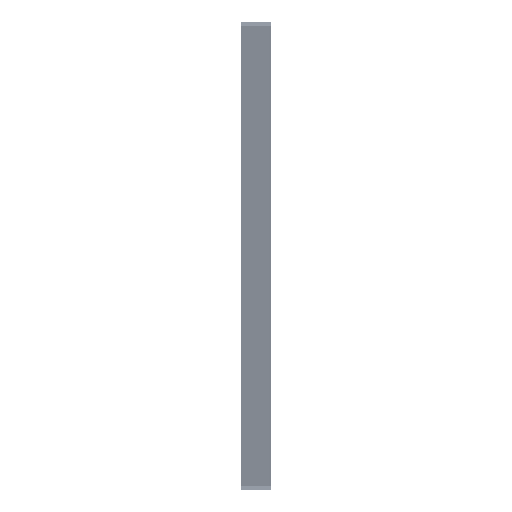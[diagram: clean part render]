
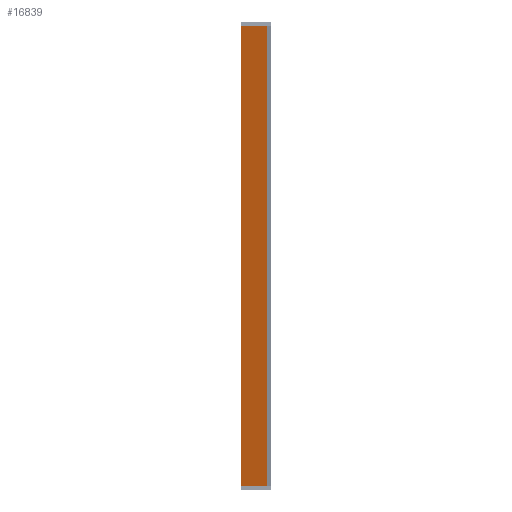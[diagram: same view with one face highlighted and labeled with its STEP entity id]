
A CAD part, left-side view. The second image highlights one B-rep face of the part: STEP entity #16839.
In plain terms, the highlighted planar face has unit normal (-0.94, 0.342, 0).
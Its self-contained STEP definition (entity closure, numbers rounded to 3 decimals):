
#664 = EDGE_CURVE ( 'NONE', #25756, #28388, #12654, .T. ) ;
#911 = AXIS2_PLACEMENT_3D ( 'NONE', #5484, #8133, #26592 ) ;
#1075 = EDGE_CURVE ( 'NONE', #8541, #27162, #20410, .T. ) ;
#1146 = EDGE_CURVE ( 'NONE', #26286, #25756, #24988, .T. ) ;
#4105 = DIRECTION ( 'NONE',  ( 0.342, 0.94, 0. ) ) ;
#4512 = VERTEX_POINT ( 'NONE', #22838 ) ;
#4924 = DIRECTION ( 'NONE',  ( 0., 0., 1. ) ) ;
#4939 = CARTESIAN_POINT ( 'NONE',  ( 5.075, -2.632, 0. ) ) ;
#4956 = ORIENTED_EDGE ( 'NONE', *, *, #20477, .F. ) ;
#5434 = LINE ( 'NONE', #21113, #9984 ) ;
#5484 = CARTESIAN_POINT ( 'NONE',  ( 6.033, 0., -600. ) ) ;
#5501 = LINE ( 'NONE', #11997, #20353 ) ;
#5708 = ORIENTED_EDGE ( 'NONE', *, *, #18309, .F. ) ;
#5717 = EDGE_CURVE ( 'NONE', #30667, #11112, #18624, .T. ) ;
#6640 = CARTESIAN_POINT ( 'NONE',  ( -7.597, -37.45, -600. ) ) ;
#8034 = ORIENTED_EDGE ( 'NONE', *, *, #1146, .F. ) ;
#8133 = DIRECTION ( 'NONE',  ( 0.94, -0.342, 0. ) ) ;
#8541 = VERTEX_POINT ( 'NONE', #15933 ) ;
#9984 = VECTOR ( 'NONE', #18462, 1000. ) ;
#10932 = VECTOR ( 'NONE', #12891, 1000. ) ;
#11112 = VERTEX_POINT ( 'NONE', #4939 ) ;
#11815 = CARTESIAN_POINT ( 'NONE',  ( 6.033, 0., 0. ) ) ;
#11997 = CARTESIAN_POINT ( 'NONE',  ( 6.033, 0., 0. ) ) ;
#12110 = CARTESIAN_POINT ( 'NONE',  ( 6.361, 0.9, 0. ) ) ;
#12654 = LINE ( 'NONE', #28568, #25017 ) ;
#12891 = DIRECTION ( 'NONE',  ( 0.342, 0.94, 0. ) ) ;
#13984 = ORIENTED_EDGE ( 'NONE', *, *, #21437, .F. ) ;
#14504 = ORIENTED_EDGE ( 'NONE', *, *, #5717, .T. ) ;
#14634 = CARTESIAN_POINT ( 'NONE',  ( 6.033, 0., 0. ) ) ;
#15219 = CARTESIAN_POINT ( 'NONE',  ( -7.434, -37., -600. ) ) ;
#15537 = VECTOR ( 'NONE', #33679, 1000. ) ;
#15933 = CARTESIAN_POINT ( 'NONE',  ( -6.955, -35.684, -600. ) ) ;
#16839 = ADVANCED_FACE ( 'NONE', ( #26804 ), #21282, .F. ) ;
#17145 = DIRECTION ( 'NONE',  ( -0.342, -0.94, 0. ) ) ;
#17796 = VECTOR ( 'NONE', #33096, 1000. ) ;
#17953 = CARTESIAN_POINT ( 'NONE',  ( 6.033, 0., -600. ) ) ;
#18309 = EDGE_CURVE ( 'NONE', #4512, #27162, #29559, .T. ) ;
#18462 = DIRECTION ( 'NONE',  ( 0.342, 0.94, 0. ) ) ;
#18624 = LINE ( 'NONE', #14634, #17796 ) ;
#20353 = VECTOR ( 'NONE', #17145, 1000. ) ;
#20410 = LINE ( 'NONE', #6640, #33675 ) ;
#20477 = EDGE_CURVE ( 'NONE', #30667, #4512, #5501, .T. ) ;
#21113 = CARTESIAN_POINT ( 'NONE',  ( 6.033, 0., -600. ) ) ;
#21282 = PLANE ( 'NONE',  #911 ) ;
#21373 = ORIENTED_EDGE ( 'NONE', *, *, #1075, .T. ) ;
#21437 = EDGE_CURVE ( 'NONE', #8541, #26286, #5434, .T. ) ;
#22838 = CARTESIAN_POINT ( 'NONE',  ( -7.434, -37., 0. ) ) ;
#24988 = LINE ( 'NONE', #28645, #10932 ) ;
#25017 = VECTOR ( 'NONE', #4924, 1000. ) ;
#25401 = LINE ( 'NONE', #12110, #33263 ) ;
#25572 = EDGE_LOOP ( 'NONE', ( #14504, #31048, #31462, #8034, #13984, #21373, #5708, #4956 ) ) ;
#25652 = CARTESIAN_POINT ( 'NONE',  ( 5.075, -2.632, -600. ) ) ;
#25756 = VERTEX_POINT ( 'NONE', #17953 ) ;
#26286 = VERTEX_POINT ( 'NONE', #25652 ) ;
#26592 = DIRECTION ( 'NONE',  ( 0.342, 0.94, 0. ) ) ;
#26804 = FACE_OUTER_BOUND ( 'NONE', #25572, .T. ) ;
#27162 = VERTEX_POINT ( 'NONE', #29388 ) ;
#28388 = VERTEX_POINT ( 'NONE', #11815 ) ;
#28568 = CARTESIAN_POINT ( 'NONE',  ( 6.033, 0., -600. ) ) ;
#28645 = CARTESIAN_POINT ( 'NONE',  ( 6.033, 0., -600. ) ) ;
#29388 = CARTESIAN_POINT ( 'NONE',  ( -7.434, -37., -600. ) ) ;
#29559 = LINE ( 'NONE', #15219, #15537 ) ;
#30397 = DIRECTION ( 'NONE',  ( -0.342, -0.94, 0. ) ) ;
#30667 = VERTEX_POINT ( 'NONE', #32390 ) ;
#31048 = ORIENTED_EDGE ( 'NONE', *, *, #32553, .T. ) ;
#31462 = ORIENTED_EDGE ( 'NONE', *, *, #664, .F. ) ;
#32390 = CARTESIAN_POINT ( 'NONE',  ( -6.955, -35.684, 0. ) ) ;
#32553 = EDGE_CURVE ( 'NONE', #11112, #28388, #25401, .T. ) ;
#33096 = DIRECTION ( 'NONE',  ( 0.342, 0.94, 0. ) ) ;
#33263 = VECTOR ( 'NONE', #4105, 1000. ) ;
#33675 = VECTOR ( 'NONE', #30397, 1000. ) ;
#33679 = DIRECTION ( 'NONE',  ( 0., 0., -1. ) ) ;
